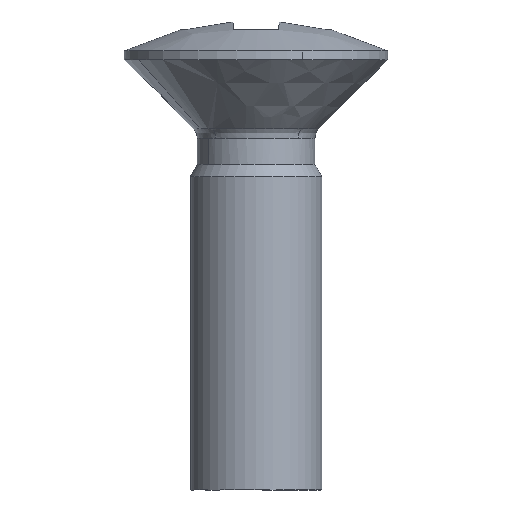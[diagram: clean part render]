
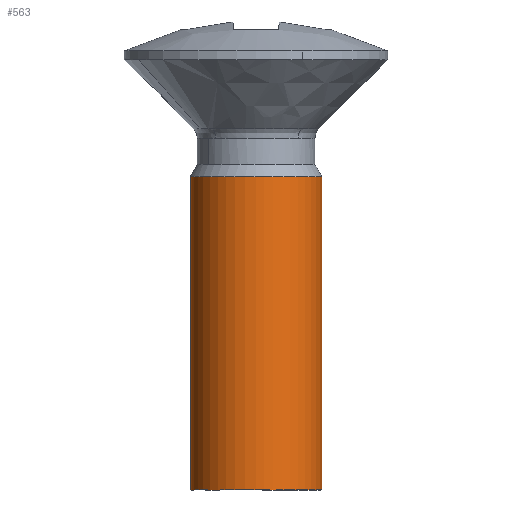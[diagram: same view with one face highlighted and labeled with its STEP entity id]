
A CAD part, left-side view. The second image highlights one B-rep face of the part: STEP entity #563.
In plain terms, the highlighted free-form (B-spline) face has degree [2, 1] with [7, 2] control points.
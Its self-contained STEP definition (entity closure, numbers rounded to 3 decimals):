
#333=CARTESIAN_POINT('',(0.183,-2.994,-5.725));
#334=VERTEX_POINT('',#333);
#378=CARTESIAN_POINT('',(-0.354,2.979,-5.725));
#379=VERTEX_POINT('',#378);
#395=CARTESIAN_POINT('',(-3.0,0.0,-5.725));
#396=VERTEX_POINT('',#395);
#397=CARTESIAN_POINT('',(-3.0,0.0,-5.725));
#398=CARTESIAN_POINT('',(-3.0,2.665,-5.725));
#399=CARTESIAN_POINT('',(-0.354,2.979,-5.725));
#407=(BOUNDED_CURVE()B_SPLINE_CURVE(2,(#397,#398,#399),.UNSPECIFIED.,.F.,.U.)B_SPLINE_CURVE_WITH_KNOTS((3,3),(0.0,0.23),.UNSPECIFIED.)CURVE()GEOMETRIC_REPRESENTATION_ITEM()RATIONAL_B_SPLINE_CURVE((1.0,0.731,0.956))REPRESENTATION_ITEM(''));
#408=EDGE_CURVE('',#396,#379,#407,.T.);
#410=CARTESIAN_POINT('',(0.183,-2.994,-5.725));
#411=CARTESIAN_POINT('',(0.092,-3.,-5.725));
#412=CARTESIAN_POINT('',(0.0,-3.0,-5.725));
#413=CARTESIAN_POINT('',(-3.0,-3.0,-5.725));
#414=CARTESIAN_POINT('',(-3.0,0.0,-5.725));
#422=(BOUNDED_CURVE()B_SPLINE_CURVE(2,(#410,#411,#412,#413,#414),.UNSPECIFIED.,.F.,.U.)B_SPLINE_CURVE_WITH_KNOTS((3,2,3),(0.739,0.75,1.0),.UNSPECIFIED.)CURVE()GEOMETRIC_REPRESENTATION_ITEM()RATIONAL_B_SPLINE_CURVE((0.976,0.988,1.0,0.707,1.0))REPRESENTATION_ITEM(''));
#423=EDGE_CURVE('',#334,#396,#422,.T.);
#458=CARTESIAN_POINT('',(0.183,-2.994,-20.0));
#459=VERTEX_POINT('',#458);
#460=CARTESIAN_POINT('',(0.183,-2.994,-5.725));
#461=CARTESIAN_POINT('',(0.183,-2.994,-20.0));
#462=QUASI_UNIFORM_CURVE('',1,(#460,#461),.UNSPECIFIED.,.F.,.U.);
#463=EDGE_CURVE('',#334,#459,#462,.T.);
#480=CARTESIAN_POINT('',(-0.354,2.979,-20.0));
#481=VERTEX_POINT('',#480);
#497=CARTESIAN_POINT('',(-0.354,2.979,-5.725));
#498=CARTESIAN_POINT('',(-0.354,2.979,-20.0));
#499=QUASI_UNIFORM_CURVE('',1,(#497,#498),.UNSPECIFIED.,.F.,.U.);
#500=EDGE_CURVE('',#379,#481,#499,.T.);
#505=CARTESIAN_POINT('',(0.224,-2.992,-5.368));
#506=CARTESIAN_POINT('',(0.204,-2.993,-5.368));
#507=CARTESIAN_POINT('',(-2.811,-3.178,-5.368));
#508=CARTESIAN_POINT('',(-2.994,-0.183,-5.368));
#509=CARTESIAN_POINT('',(-3.167,2.645,-5.368));
#510=CARTESIAN_POINT('',(-0.333,2.982,-5.368));
#511=CARTESIAN_POINT('',(-0.312,2.984,-5.368));
#512=CARTESIAN_POINT('',(0.224,-2.992,-20.366));
#513=CARTESIAN_POINT('',(0.204,-2.993,-20.366));
#514=CARTESIAN_POINT('',(-2.811,-3.178,-20.366));
#515=CARTESIAN_POINT('',(-2.994,-0.183,-20.366));
#516=CARTESIAN_POINT('',(-3.167,2.645,-20.366));
#517=CARTESIAN_POINT('',(-0.333,2.982,-20.366));
#518=CARTESIAN_POINT('',(-0.312,2.984,-20.366));
#526=(BOUNDED_SURFACE()B_SPLINE_SURFACE(2,1,((#505,#512),(#506,#513),(#507,#514),(#508,#515),(#509,#516),(#510,#517),(#511,#518)),.UNSPECIFIED.,.F.,.F.,.U.)B_SPLINE_SURFACE_WITH_KNOTS((3,1,2,1,3),(2,2),(0.0,0.049,5.019,9.791,9.84),(0.0,14.998),.UNSPECIFIED.)GEOMETRIC_REPRESENTATION_ITEM()RATIONAL_B_SPLINE_SURFACE(((1.006,1.006),(1.003,1.003),(0.707,0.707),(1.0,1.0),(0.719,0.719),(0.98,0.98),(0.983,0.983)))REPRESENTATION_ITEM('')SURFACE());
#527=ORIENTED_EDGE('',*,*,#408,.T.);
#528=ORIENTED_EDGE('',*,*,#500,.T.);
#529=CARTESIAN_POINT('',(-3.0,0.0,-20.0));
#530=VERTEX_POINT('',#529);
#531=CARTESIAN_POINT('',(-3.0,0.0,-20.0));
#532=CARTESIAN_POINT('',(-3.,2.665,-20.0));
#533=CARTESIAN_POINT('',(-0.354,2.979,-20.0));
#541=(BOUNDED_CURVE()B_SPLINE_CURVE(2,(#531,#532,#533),.UNSPECIFIED.,.F.,.U.)B_SPLINE_CURVE_WITH_KNOTS((3,3),(0.0,0.23),.UNSPECIFIED.)CURVE()GEOMETRIC_REPRESENTATION_ITEM()RATIONAL_B_SPLINE_CURVE((1.0,0.731,0.956))REPRESENTATION_ITEM(''));
#542=EDGE_CURVE('',#530,#481,#541,.T.);
#543=ORIENTED_EDGE('',*,*,#542,.F.);
#544=CARTESIAN_POINT('',(0.183,-2.994,-20.));
#545=CARTESIAN_POINT('',(0.092,-3.,-20.));
#546=CARTESIAN_POINT('',(0.0,-3.0,-20.0));
#547=CARTESIAN_POINT('',(-3.0,-3.0,-20.));
#548=CARTESIAN_POINT('',(-3.0,0.0,-20.0));
#556=(BOUNDED_CURVE()B_SPLINE_CURVE(2,(#544,#545,#546,#547,#548),.UNSPECIFIED.,.F.,.U.)B_SPLINE_CURVE_WITH_KNOTS((3,2,3),(0.739,0.75,1.0),.UNSPECIFIED.)CURVE()GEOMETRIC_REPRESENTATION_ITEM()RATIONAL_B_SPLINE_CURVE((0.976,0.988,1.0,0.707,1.0))REPRESENTATION_ITEM(''));
#557=EDGE_CURVE('',#459,#530,#556,.T.);
#558=ORIENTED_EDGE('',*,*,#557,.F.);
#559=ORIENTED_EDGE('',*,*,#463,.F.);
#560=ORIENTED_EDGE('',*,*,#423,.T.);
#561=EDGE_LOOP('',(#527,#528,#543,#558,#559,#560));
#562=FACE_OUTER_BOUND('',#561,.T.);
#563=ADVANCED_FACE('',(#562),#526,.T.);
